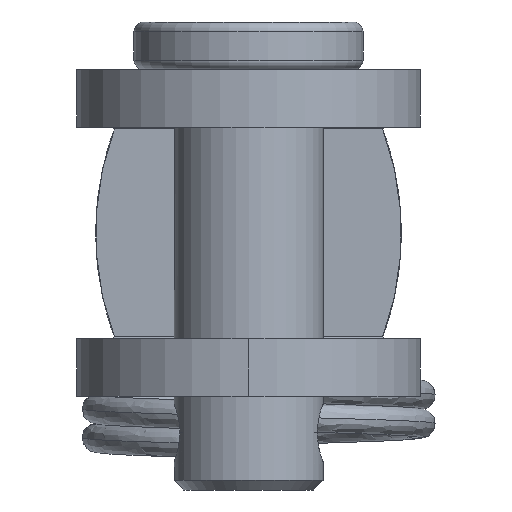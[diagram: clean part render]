
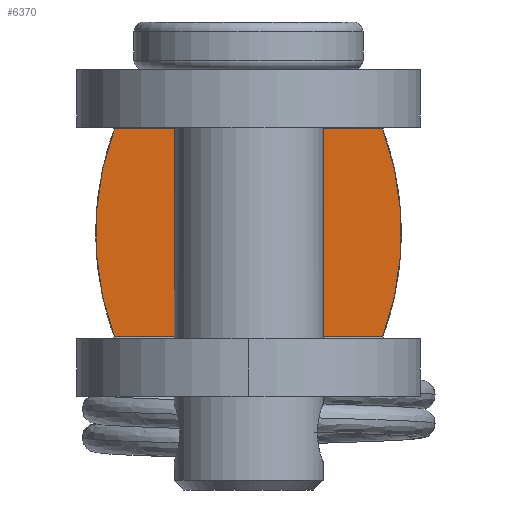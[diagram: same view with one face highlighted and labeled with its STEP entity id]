
A CAD part, left-side view. The second image highlights one B-rep face of the part: STEP entity #6370.
In plain terms, the highlighted planar face has unit normal (-1, 0, 0).
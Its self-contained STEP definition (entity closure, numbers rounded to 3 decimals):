
#59 = ORIENTED_EDGE ( 'NONE', *, *, #12324, .T. ) ;
#622 = PLANE ( 'NONE',  #5404 ) ;
#1165 = EDGE_CURVE ( 'NONE', #4195, #11330, #6205, .T. ) ;
#1218 = AXIS2_PLACEMENT_3D ( 'NONE', #7541, #10621, #2574 ) ;
#1337 = CARTESIAN_POINT ( 'NONE',  ( -7.857, 7.021, 3.1 ) ) ;
#2336 = VERTEX_POINT ( 'NONE', #12063 ) ;
#2444 = EDGE_LOOP ( 'NONE', ( #5333, #59, #11204, #5223 ) ) ;
#2446 = CARTESIAN_POINT ( 'NONE',  ( -7.857, -7.021, 3.1 ) ) ;
#2574 = DIRECTION ( 'NONE',  ( 0., 0., -1. ) ) ;
#2840 = DIRECTION ( 'NONE',  ( 1., 0., 0. ) ) ;
#3073 = CARTESIAN_POINT ( 'NONE',  ( -7.857, -7.625, 3.1 ) ) ;
#3477 = AXIS2_PLACEMENT_3D ( 'NONE', #3991, #5707, #12766 ) ;
#3991 = CARTESIAN_POINT ( 'NONE',  ( -7.857, 7.625, 8.543 ) ) ;
#4195 = VERTEX_POINT ( 'NONE', #2446 ) ;
#4456 = CARTESIAN_POINT ( 'NONE',  ( -7.857, -7.625, 13.987 ) ) ;
#5192 = CIRCLE ( 'NONE', #1218, 15.625 ) ;
#5223 = ORIENTED_EDGE ( 'NONE', *, *, #7419, .F. ) ;
#5333 = ORIENTED_EDGE ( 'NONE', *, *, #7180, .T. ) ;
#5404 = AXIS2_PLACEMENT_3D ( 'NONE', #6650, #2840, #10769 ) ;
#5415 = VERTEX_POINT ( 'NONE', #1337 ) ;
#5707 = DIRECTION ( 'NONE',  ( -1., 0., 0. ) ) ;
#6205 = CIRCLE ( 'NONE', #3477, 15.625 ) ;
#6370 = ADVANCED_FACE ( 'NONE', ( #8421 ), #622, .F. ) ;
#6455 = VECTOR ( 'NONE', #11393, 1000. ) ;
#6650 = CARTESIAN_POINT ( 'NONE',  ( -7.857, -7.625, 8.543 ) ) ;
#7070 = DIRECTION ( 'NONE',  ( 0., -1., 0. ) ) ;
#7180 = EDGE_CURVE ( 'NONE', #2336, #5415, #5192, .T. ) ;
#7419 = EDGE_CURVE ( 'NONE', #2336, #11330, #8453, .T. ) ;
#7541 = CARTESIAN_POINT ( 'NONE',  ( -7.857, -7.625, 8.543 ) ) ;
#8421 = FACE_OUTER_BOUND ( 'NONE', #2444, .T. ) ;
#8453 = LINE ( 'NONE', #4456, #6455 ) ;
#10161 = CARTESIAN_POINT ( 'NONE',  ( -7.857, -7.021, 13.987 ) ) ;
#10621 = DIRECTION ( 'NONE',  ( -1., 0., 0. ) ) ;
#10769 = DIRECTION ( 'NONE',  ( 0., 0., -1. ) ) ;
#10868 = VECTOR ( 'NONE', #7070, 1000. ) ;
#11204 = ORIENTED_EDGE ( 'NONE', *, *, #1165, .T. ) ;
#11330 = VERTEX_POINT ( 'NONE', #10161 ) ;
#11393 = DIRECTION ( 'NONE',  ( 0., -1., 0. ) ) ;
#12047 = LINE ( 'NONE', #3073, #10868 ) ;
#12063 = CARTESIAN_POINT ( 'NONE',  ( -7.857, 7.021, 13.987 ) ) ;
#12324 = EDGE_CURVE ( 'NONE', #5415, #4195, #12047, .T. ) ;
#12766 = DIRECTION ( 'NONE',  ( 0., 0., 1. ) ) ;
